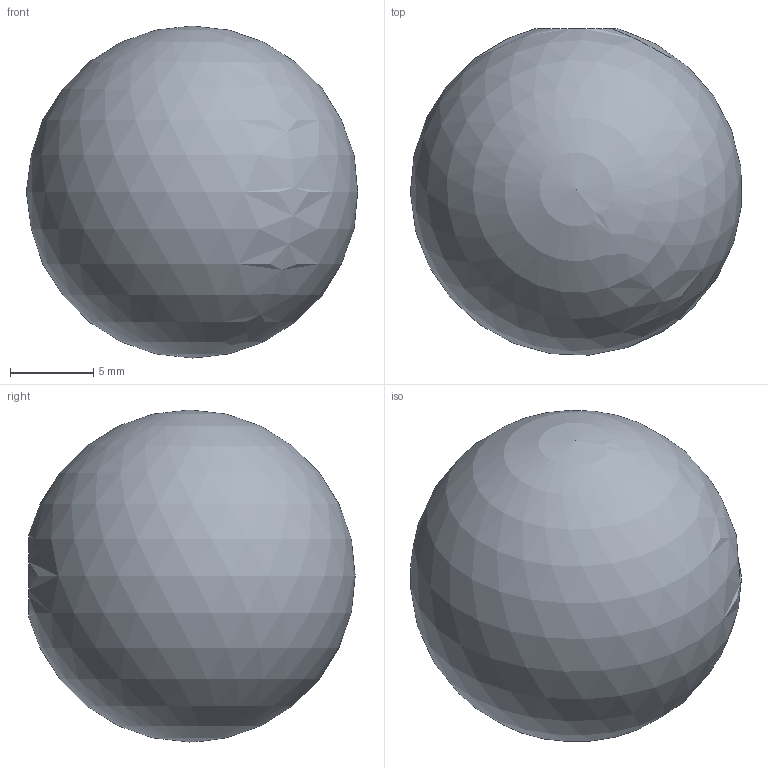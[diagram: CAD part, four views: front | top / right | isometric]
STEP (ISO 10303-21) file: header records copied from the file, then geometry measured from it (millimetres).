
FILE_DESCRIPTION (( 'STEP AP203' ), '1' );
FILE_NAME ('3571-M6.STEP', '2020-06-02T06:10:14', ( '' ), ( '' ), 'SwSTEP 2.0', 'SolidWorks 2015', '' );
FILE_SCHEMA (( 'CONFIG_CONTROL_DESIGN' ));
Length unit declared in the file: millimetre
Products named in the file (1): 3571-M6
Bounding box: 19.95 x 19.65 x 20 mm (x, y, z)
Volume: 3949.9 mm3; surface area: 1422.7 mm2
Topology: 1 solids, 16 shells, 211 faces, 529 edges, 353 vertices
Faces by surface type: plane 95, bspline 79, cone 35, cylinder 1, sphere 1
Full cylindrical faces by diameter (mm): 5 x1
Entity records: 9987 total; most frequent: CARTESIAN_POINT 5884, ORIENTED_EDGE 1048, EDGE_CURVE 524, DIRECTION 436, VERTEX_POINT 350, B_SPLINE_CURVE_WITH_KNOTS 326, EDGE_LOOP 216, FACE_OUTER_BOUND 197
